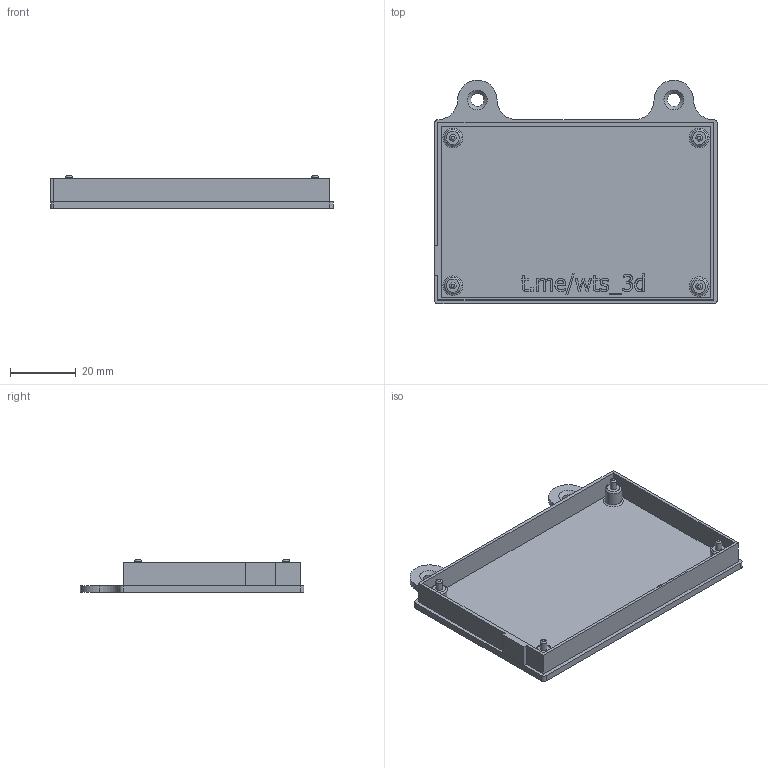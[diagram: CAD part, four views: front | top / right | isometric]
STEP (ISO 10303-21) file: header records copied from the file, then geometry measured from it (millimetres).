
FILE_DESCRIPTION(('FreeCAD Model'),'2;1');
FILE_NAME('Open CASCADE Shape Model','2025-05-19T10:41:13',(''),(''), 'Open CASCADE STEP processor 7.7','FreeCAD','Unknown');
FILE_SCHEMA(('AUTOMOTIVE_DESIGN { 1 0 10303 214 1 1 1 1 }'));
Length unit declared in the file: millimetre
Products named in the file (1): bottomcase
Bounding box: 86 x 68.01 x 10 mm (x, y, z)
Volume: 12393.4 mm3; surface area: 15028.2 mm2
Topology: 1 solids, 1 shells, 324 faces, 883 edges, 584 vertices
Faces by surface type: extrusion 164, plane 126, cylinder 20, torus 12, cone 2
Full cylindrical faces by diameter (mm): 2 x4, 4 x2, 5 x4
Entity records: 10419 total; most frequent: CARTESIAN_POINT 2776, ORIENTED_EDGE 1766, DIRECTION 1107, EDGE_CURVE 883, VECTOR 653, VERTEX_POINT 584, B_SPLINE_CURVE_WITH_KNOTS 492, LINE 489
